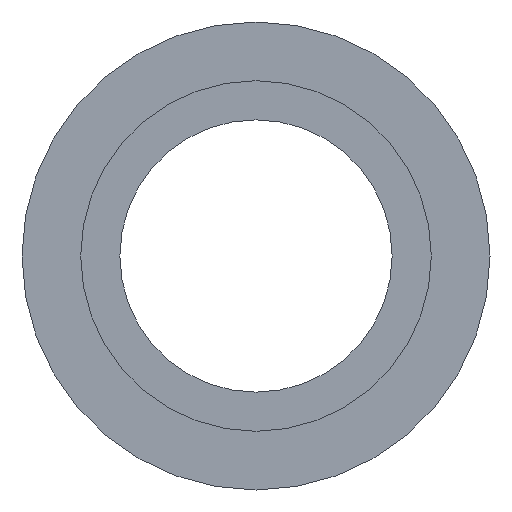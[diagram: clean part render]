
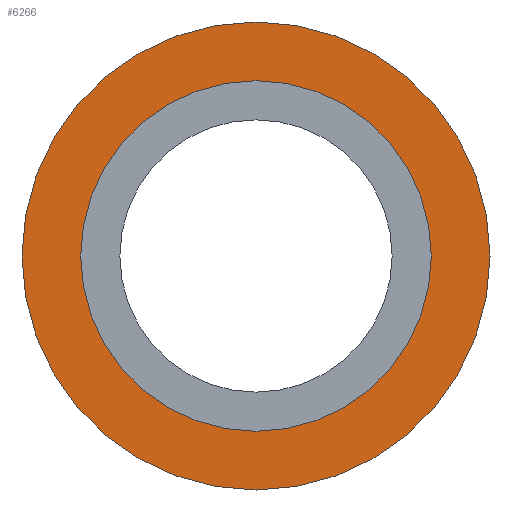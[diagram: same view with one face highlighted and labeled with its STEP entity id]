
A CAD part, left-side view. The second image highlights one B-rep face of the part: STEP entity #6266.
In plain terms, the highlighted planar face has unit normal (-1, 0, 0).
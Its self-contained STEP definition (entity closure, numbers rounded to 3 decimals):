
#1664 = DIRECTION ( 'NONE',  ( 0., 0., 1. ) ) ;
#4379 = EDGE_LOOP ( 'NONE', ( #5491 ) ) ;
#5445 = CARTESIAN_POINT ( 'NONE',  ( 0., 0., 20.6 ) ) ;
#5491 = ORIENTED_EDGE ( 'NONE', *, *, #28649, .T. ) ;
#6266 = ADVANCED_FACE ( 'NONE', ( #27347, #21791 ), #26860, .T. ) ;
#6452 = DIRECTION ( 'NONE',  ( -1., 0., 0. ) ) ;
#7340 = AXIS2_PLACEMENT_3D ( 'NONE', #12623, #14902, #28902 ) ;
#9246 = CARTESIAN_POINT ( 'NONE',  ( 0., 0., 0. ) ) ;
#11707 = VERTEX_POINT ( 'NONE', #5445 ) ;
#12623 = CARTESIAN_POINT ( 'NONE',  ( 0., 0., 0. ) ) ;
#13581 = CIRCLE ( 'NONE', #7340, 20.6 ) ;
#14902 = DIRECTION ( 'NONE',  ( -1., 0., 0. ) ) ;
#15783 = CIRCLE ( 'NONE', #27971, 27.5 ) ;
#17653 = VERTEX_POINT ( 'NONE', #22000 ) ;
#20547 = EDGE_CURVE ( 'NONE', #11707, #11707, #13581, .T. ) ;
#21791 = FACE_OUTER_BOUND ( 'NONE', #4379, .T. ) ;
#21890 = CARTESIAN_POINT ( 'NONE',  ( 0., 0., 0. ) ) ;
#22000 = CARTESIAN_POINT ( 'NONE',  ( 0., 0., 27.5 ) ) ;
#24273 = DIRECTION ( 'NONE',  ( -1., 0., 0. ) ) ;
#26257 = EDGE_LOOP ( 'NONE', ( #29216 ) ) ;
#26569 = AXIS2_PLACEMENT_3D ( 'NONE', #21890, #24273, #26665 ) ;
#26665 = DIRECTION ( 'NONE',  ( 0., 0., 1. ) ) ;
#26860 = PLANE ( 'NONE',  #26569 ) ;
#27347 = FACE_BOUND ( 'NONE', #26257, .T. ) ;
#27971 = AXIS2_PLACEMENT_3D ( 'NONE', #9246, #6452, #1664 ) ;
#28649 = EDGE_CURVE ( 'NONE', #17653, #17653, #15783, .T. ) ;
#28902 = DIRECTION ( 'NONE',  ( 0., 0., 1. ) ) ;
#29216 = ORIENTED_EDGE ( 'NONE', *, *, #20547, .F. ) ;
